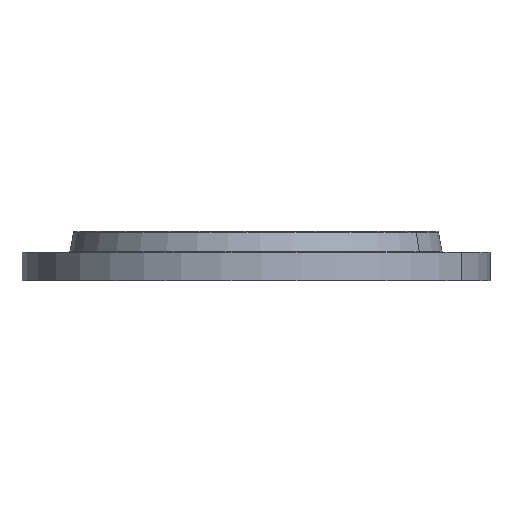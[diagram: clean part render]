
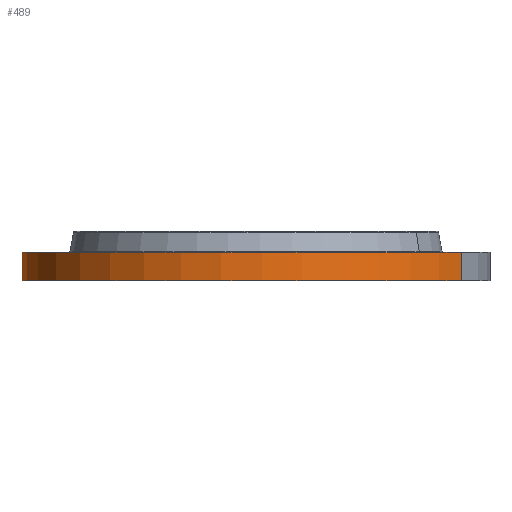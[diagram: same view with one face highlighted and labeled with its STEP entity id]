
A CAD part, left-side view. The second image highlights one B-rep face of the part: STEP entity #489.
In plain terms, the highlighted cylindrical face has radius 317.5 mm (diameter 635 mm), a partial arc.
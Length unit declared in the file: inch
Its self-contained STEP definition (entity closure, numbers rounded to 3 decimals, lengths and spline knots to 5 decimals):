
#150=AXIS2_PLACEMENT_3D('Circle Axis2P3D',#148,#149,$) ;
#462=AXIS2_PLACEMENT_3D('Cylinder Axis2P3D',#459,#460,#461) ;
#473=AXIS2_PLACEMENT_3D('Circle Axis2P3D',#471,#472,$) ;
#148=CARTESIAN_POINT('Axis2P3D Location',(0.,0.,0.)) ;
#152=CARTESIAN_POINT('Vertex',(-5.99282,-10.96978,0.)) ;
#154=CARTESIAN_POINT('Vertex',(5.99282,10.96978,0.)) ;
#459=CARTESIAN_POINT('Axis2P3D Location',(0.,0.,1.31)) ;
#464=CARTESIAN_POINT('Line Origine',(-5.99282,-10.96978,0.75)) ;
#468=CARTESIAN_POINT('Vertex',(-5.99282,-10.96978,1.5)) ;
#471=CARTESIAN_POINT('Axis2P3D Location',(0.,0.,1.5)) ;
#475=CARTESIAN_POINT('Vertex',(5.99282,10.96978,1.5)) ;
#478=CARTESIAN_POINT('Line Origine',(5.99282,10.96978,0.75)) ;
#149=DIRECTION('Axis2P3D Direction',(0.,0.,-0.039)) ;
#460=DIRECTION('Axis2P3D Direction',(0.,0.,-0.039)) ;
#461=DIRECTION('Axis2P3D XDirection',(0.019,0.035,0.)) ;
#465=DIRECTION('Vector Direction',(0.,0.,-0.039)) ;
#472=DIRECTION('Axis2P3D Direction',(0.,0.,-0.039)) ;
#479=DIRECTION('Vector Direction',(0.,0.,-0.039)) ;
#466=VECTOR('Line Direction',#465,0.03937) ;
#480=VECTOR('Line Direction',#479,0.03937) ;
#484=ORIENTED_EDGE('',*,*,#156,.F.) ;
#485=ORIENTED_EDGE('',*,*,#470,.T.) ;
#486=ORIENTED_EDGE('',*,*,#477,.T.) ;
#487=ORIENTED_EDGE('',*,*,#482,.F.) ;
#489=ADVANCED_FACE('PartBody',(#488),#463,.T.) ;
#151=CIRCLE('generated circle',#150,12.5) ;
#474=CIRCLE('generated circle',#473,12.5) ;
#463=CYLINDRICAL_SURFACE('generated cylinder',#462,12.5) ;
#156=EDGE_CURVE('',#153,#155,#151,.T.) ;
#470=EDGE_CURVE('',#153,#469,#467,.F.) ;
#477=EDGE_CURVE('',#469,#476,#474,.T.) ;
#482=EDGE_CURVE('',#155,#476,#481,.F.) ;
#483=EDGE_LOOP('',(#484,#485,#486,#487)) ;
#488=FACE_OUTER_BOUND('',#483,.T.) ;
#467=LINE('Line',#464,#466) ;
#481=LINE('Line',#478,#480) ;
#153=VERTEX_POINT('',#152) ;
#155=VERTEX_POINT('',#154) ;
#469=VERTEX_POINT('',#468) ;
#476=VERTEX_POINT('',#475) ;
